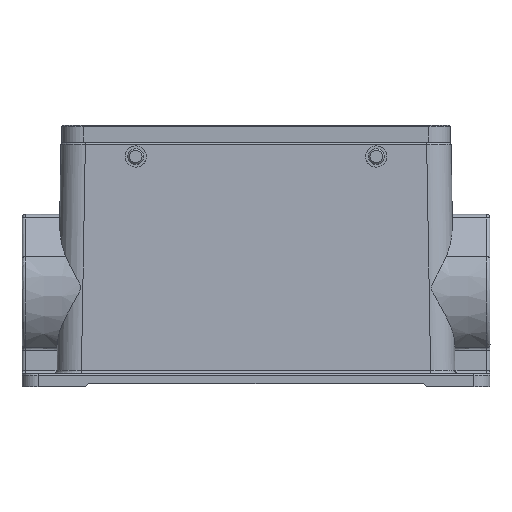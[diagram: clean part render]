
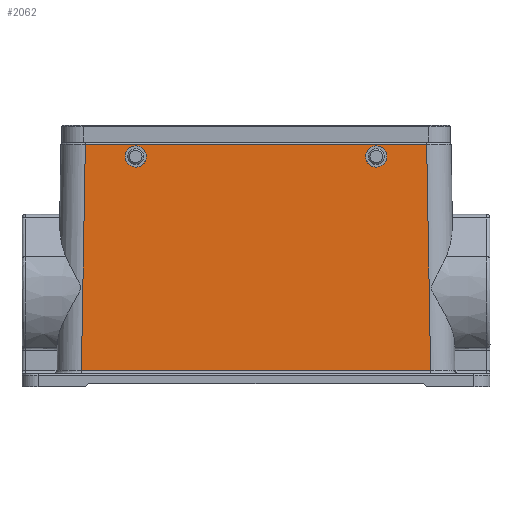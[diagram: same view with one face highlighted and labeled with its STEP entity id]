
A CAD part, top view. The second image highlights one B-rep face of the part: STEP entity #2062.
In plain terms, the highlighted planar face has unit normal (0, 0.018, 1).
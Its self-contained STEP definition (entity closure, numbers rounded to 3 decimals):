
#377 = ORIENTED_EDGE ( 'NONE', *, *, #12735, .T. ) ;
#379 = ORIENTED_EDGE ( 'NONE', *, *, #12731, .T. ) ;
#381 = ORIENTED_EDGE ( 'NONE', *, *, #12734, .T. ) ;
#383 = ORIENTED_EDGE ( 'NONE', *, *, #12733, .T. ) ;
#385 = ORIENTED_EDGE ( 'NONE', *, *, #12732, .T. ) ;
#387 = ORIENTED_EDGE ( 'NONE', *, *, #1699, .T. ) ;
#488 = VERTEX_POINT ( 'NONE', #5302 ) ;
#516 = VERTEX_POINT ( 'NONE', #5316 ) ;
#1447 = ORIENTED_EDGE ( 'NONE', *, *, #12719, .F. ) ;
#1460 = ORIENTED_EDGE ( 'NONE', *, *, #12713, .F. ) ;
#1699 = EDGE_CURVE ( 'NONE', #516, #488, #7194, .T. ) ;
#2062 = ADVANCED_FACE ( 'NONE', ( #7690, #7684, #7682 ), #10289, .T. ) ;
#3048 = CARTESIAN_POINT ( 'NONE',  ( 40.25, 70.8, 21.573 ) ) ;
#3049 = CARTESIAN_POINT ( 'NONE',  ( 40.25, 77.3, 21.46 ) ) ;
#3050 = CARTESIAN_POINT ( 'NONE',  ( 33.75, 77.3, 21.46 ) ) ;
#3051 = CARTESIAN_POINT ( 'NONE',  ( 33.75, 70.8, 21.573 ) ) ;
#3067 = CARTESIAN_POINT ( 'NONE',  ( 33.75, 70.8, 21.573 ) ) ;
#3068 = CARTESIAN_POINT ( 'NONE',  ( 33.75, 64.3, 21.687 ) ) ;
#3069 = CARTESIAN_POINT ( 'NONE',  ( 40.25, 64.3, 21.687 ) ) ;
#3070 = CARTESIAN_POINT ( 'NONE',  ( 40.25, 70.8, 21.573 ) ) ;
#3104 = LINE ( 'NONE', #3105, #8762 ) ;
#3105 = CARTESIAN_POINT ( 'NONE',  ( -63.061, 74.509, 21.509 ) ) ;
#3106 = DIRECTION ( 'NONE',  ( -1., 0., 0. ) ) ;
#3107 = CARTESIAN_POINT ( 'NONE',  ( -33.75, 70.8, 21.573 ) ) ;
#3108 = CARTESIAN_POINT ( 'NONE',  ( -33.75, 64.3, 21.687 ) ) ;
#3109 = CARTESIAN_POINT ( 'NONE',  ( -40.25, 64.3, 21.687 ) ) ;
#3110 = CARTESIAN_POINT ( 'NONE',  ( -40.25, 70.8, 21.573 ) ) ;
#3112 = LINE ( 'NONE', #3113, #8763 ) ;
#3113 = CARTESIAN_POINT ( 'NONE',  ( 53.723, 4.983, 22.722 ) ) ;
#3114 = DIRECTION ( 'NONE',  ( -0.017, 1., -0.017 ) ) ;
#3115 = LINE ( 'NONE', #3116, #8764 ) ;
#3116 = CARTESIAN_POINT ( 'NONE',  ( -52.51, 74.509, 21.509 ) ) ;
#3117 = DIRECTION ( 'NONE',  ( -0.017, -1., 0.017 ) ) ;
#3118 = LINE ( 'NONE', #3119, #8765 ) ;
#3119 = CARTESIAN_POINT ( 'NONE',  ( -63.061, 4.983, 22.722 ) ) ;
#3120 = DIRECTION ( 'NONE',  ( 1., 0., 0. ) ) ;
#4657 = CARTESIAN_POINT ( 'NONE',  ( -53.723, 4.983, 22.722 ) ) ;
#4739 = CARTESIAN_POINT ( 'NONE',  ( 52.51, 74.509, 21.509 ) ) ;
#5302 = CARTESIAN_POINT ( 'NONE',  ( -33.75, 70.8, 21.573 ) ) ;
#5316 = CARTESIAN_POINT ( 'NONE',  ( -40.25, 70.8, 21.573 ) ) ;
#7194 =( BOUNDED_CURVE ( )  B_SPLINE_CURVE ( 3, ( #11848, #11849, #11850, #11851 ),
 .UNSPECIFIED., .F., .T. ) 
 B_SPLINE_CURVE_WITH_KNOTS ( ( 4, 4 ),
 ( 4.712, 7.854 ),
 .UNSPECIFIED. ) 
 CURVE ( )  GEOMETRIC_REPRESENTATION_ITEM ( )  RATIONAL_B_SPLINE_CURVE ( ( 1., 0.333, 0.333, 1. ) ) 
 REPRESENTATION_ITEM ( '' )  );
#7680 = AXIS2_PLACEMENT_3D ( 'NONE', #10290, #10291, #10292 ) ;
#7682 = FACE_BOUND ( 'NONE', #10656, .T. ) ;
#7684 = FACE_OUTER_BOUND ( 'NONE', #12197, .T. ) ;
#7690 = FACE_BOUND ( 'NONE', #12103, .T. ) ;
#8762 = VECTOR ( 'NONE', #3106, 1000. ) ;
#8763 = VECTOR ( 'NONE', #3114, 1000. ) ;
#8764 = VECTOR ( 'NONE', #3117, 1000. ) ;
#8765 = VECTOR ( 'NONE', #3120, 1000. ) ;
#8893 = VERTEX_POINT ( 'NONE', #11507 ) ;
#8922 = VERTEX_POINT ( 'NONE', #11519 ) ;
#8926 = VERTEX_POINT ( 'NONE', #11520 ) ;
#8960 = VERTEX_POINT ( 'NONE', #11534 ) ;
#9586 =( BOUNDED_CURVE ( )  B_SPLINE_CURVE ( 3, ( #3107, #3108, #3109, #3110 ),
 .UNSPECIFIED., .F., .T. ) 
 B_SPLINE_CURVE_WITH_KNOTS ( ( 4, 4 ),
 ( 1.571, 4.712 ),
 .UNSPECIFIED. ) 
 CURVE ( )  GEOMETRIC_REPRESENTATION_ITEM ( )  RATIONAL_B_SPLINE_CURVE ( ( 1., 0.333, 0.333, 1. ) ) 
 REPRESENTATION_ITEM ( '' )  );
#9588 =( BOUNDED_CURVE ( )  B_SPLINE_CURVE ( 3, ( #3067, #3068, #3069, #3070 ),
 .UNSPECIFIED., .F., .F. ) 
 B_SPLINE_CURVE_WITH_KNOTS ( ( 4, 4 ),
 ( 1.571, 4.712 ),
 .UNSPECIFIED. ) 
 CURVE ( )  GEOMETRIC_REPRESENTATION_ITEM ( )  RATIONAL_B_SPLINE_CURVE ( ( 1., 0.333, 0.333, 1. ) ) 
 REPRESENTATION_ITEM ( '' )  );
#9592 =( BOUNDED_CURVE ( )  B_SPLINE_CURVE ( 3, ( #3048, #3049, #3050, #3051 ),
 .UNSPECIFIED., .F., .T. ) 
 B_SPLINE_CURVE_WITH_KNOTS ( ( 4, 4 ),
 ( 4.712, 7.854 ),
 .UNSPECIFIED. ) 
 CURVE ( )  GEOMETRIC_REPRESENTATION_ITEM ( )  RATIONAL_B_SPLINE_CURVE ( ( 1., 0.333, 0.333, 1. ) ) 
 REPRESENTATION_ITEM ( '' )  );
#10289 = PLANE ( 'NONE',  #7680 ) ;
#10290 = CARTESIAN_POINT ( 'NONE',  ( -63.061, 75., 21.5 ) ) ;
#10291 = DIRECTION ( 'NONE',  ( 0., 0.017, 1. ) ) ;
#10292 = DIRECTION ( 'NONE',  ( 0., -1., 0.017 ) ) ;
#10656 = EDGE_LOOP ( 'NONE', ( #1447, #1460 ) ) ;
#11507 = CARTESIAN_POINT ( 'NONE',  ( 33.75, 70.8, 21.573 ) ) ;
#11519 = CARTESIAN_POINT ( 'NONE',  ( -52.51, 74.509, 21.509 ) ) ;
#11520 = CARTESIAN_POINT ( 'NONE',  ( 40.25, 70.8, 21.573 ) ) ;
#11534 = CARTESIAN_POINT ( 'NONE',  ( 53.723, 4.983, 22.722 ) ) ;
#11848 = CARTESIAN_POINT ( 'NONE',  ( -40.25, 70.8, 21.573 ) ) ;
#11849 = CARTESIAN_POINT ( 'NONE',  ( -40.25, 77.3, 21.46 ) ) ;
#11850 = CARTESIAN_POINT ( 'NONE',  ( -33.75, 77.3, 21.46 ) ) ;
#11851 = CARTESIAN_POINT ( 'NONE',  ( -33.75, 70.8, 21.573 ) ) ;
#12103 = EDGE_LOOP ( 'NONE', ( #387, #385 ) ) ;
#12197 = EDGE_LOOP ( 'NONE', ( #383, #379, #381, #377 ) ) ;
#12203 = VERTEX_POINT ( 'NONE', #4657 ) ;
#12289 = VERTEX_POINT ( 'NONE', #4739 ) ;
#12713 = EDGE_CURVE ( 'NONE', #8926, #8893, #9592, .T. ) ;
#12719 = EDGE_CURVE ( 'NONE', #8893, #8926, #9588, .T. ) ;
#12731 = EDGE_CURVE ( 'NONE', #12289, #8922, #3104, .T. ) ;
#12732 = EDGE_CURVE ( 'NONE', #488, #516, #9586, .T. ) ;
#12733 = EDGE_CURVE ( 'NONE', #8960, #12289, #3112, .T. ) ;
#12734 = EDGE_CURVE ( 'NONE', #8922, #12203, #3115, .T. ) ;
#12735 = EDGE_CURVE ( 'NONE', #12203, #8960, #3118, .T. ) ;
